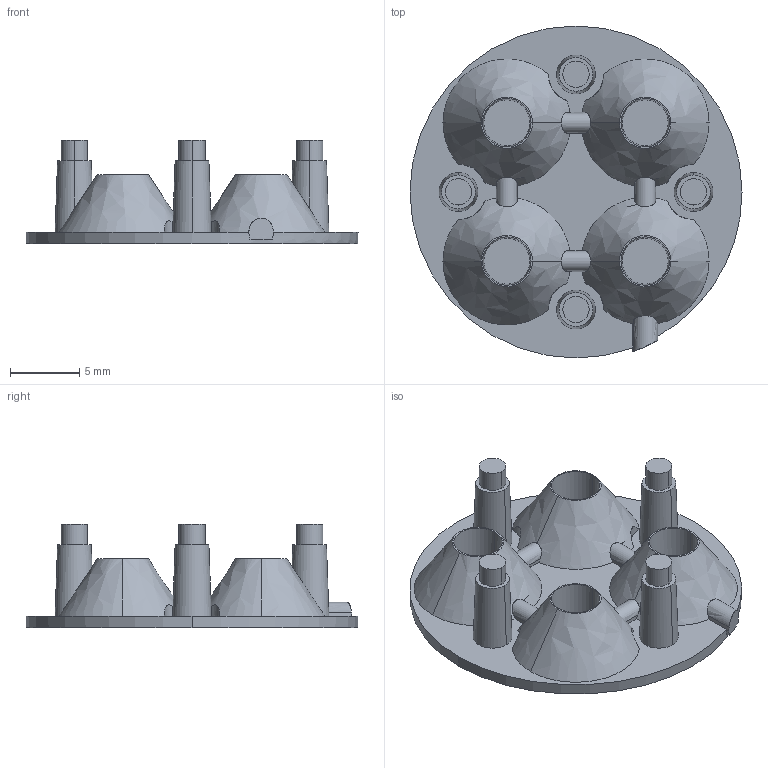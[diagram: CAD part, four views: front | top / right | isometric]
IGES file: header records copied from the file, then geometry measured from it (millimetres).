
Start section:  PTC IGES file: 10623_Iss1_140509.igs
Global section: file name: 10623_Iss1_140509.igs; native system: Pro/ENGINEER by Parametric Technology Corporation; preprocessor: 2009141; author: BercotB; organization: Unknown; date: 20100325.111035; units: millimetre
Bounding box: 24 x 24 x 7.5 mm (x, y, z)
Surface area: 1459.2 mm2 (no closed solid volume)
Topology: 0 solids, 0 shells, 80 faces, 392 edges, 392 vertices
Faces by surface type: revolution 48, bspline 32
